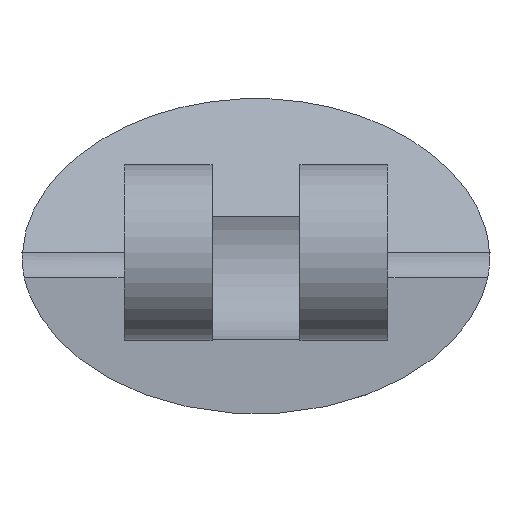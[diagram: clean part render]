
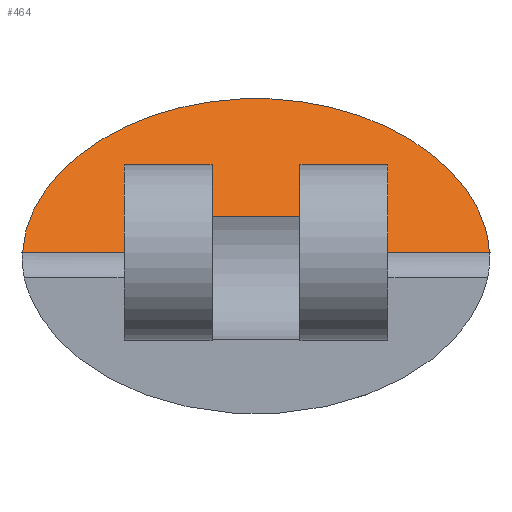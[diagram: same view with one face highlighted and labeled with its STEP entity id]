
A CAD part, front view. The second image highlights one B-rep face of the part: STEP entity #464.
In plain terms, the highlighted planar face has unit normal (0, -0.707, 0.707).
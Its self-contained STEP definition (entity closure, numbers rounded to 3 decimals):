
#6 = CARTESIAN_POINT ( 'NONE',  ( -4.5, 2.234, 1.234 ) ) ;
#9 = EDGE_CURVE ( 'NONE', #1189, #380, #1669, .T. ) ;
#19 = LINE ( 'NONE', #1124, #693 ) ;
#58 = EDGE_CURVE ( 'NONE', #1766, #156, #1751, .T. ) ;
#97 = VECTOR ( 'NONE', #1404, 1000. ) ;
#100 = CARTESIAN_POINT ( 'NONE',  ( 4.667, 5.199, 4.199 ) ) ;
#118 = CARTESIAN_POINT ( 'NONE',  ( 7.946, 1.356, 0.356 ) ) ;
#124 = VECTOR ( 'NONE', #1161, 1000. ) ;
#147 = VERTEX_POINT ( 'NONE', #1440 ) ;
#150 = PLANE ( 'NONE',  #1132 ) ;
#156 = VERTEX_POINT ( 'NONE', #489 ) ;
#205 = CARTESIAN_POINT ( 'NONE',  ( 10., 1., 0. ) ) ;
#227 = DIRECTION ( 'NONE',  ( 0., 0.707, 0.707 ) ) ;
#245 = CARTESIAN_POINT ( 'NONE',  ( -3.391, 5.726, 4.726 ) ) ;
#256 = CARTESIAN_POINT ( 'NONE',  ( -7.453, 2.732, 1.732 ) ) ;
#266 = CARTESIAN_POINT ( 'NONE',  ( 6.794, 3.689, 2.689 ) ) ;
#271 = LINE ( 'NONE', #823, #1234 ) ;
#273 = FACE_OUTER_BOUND ( 'NONE', #845, .T. ) ;
#351 = VERTEX_POINT ( 'NONE', #6 ) ;
#357 = VECTOR ( 'NONE', #1313, 1000. ) ;
#358 = DIRECTION ( 'NONE',  ( 1., 0., 0. ) ) ;
#366 = CARTESIAN_POINT ( 'NONE',  ( 2.444, 5.98, 4.98 ) ) ;
#380 = VERTEX_POINT ( 'NONE', #701 ) ;
#383 = CARTESIAN_POINT ( 'NONE',  ( -1.003, 6.216, 5.216 ) ) ;
#393 = ORIENTED_EDGE ( 'NONE', *, *, #9, .F. ) ;
#395 = CARTESIAN_POINT ( 'NONE',  ( 6.178, 4.266, 3.266 ) ) ;
#407 = CARTESIAN_POINT ( 'NONE',  ( -1.975, 6.076, 5.076 ) ) ;
#430 = DIRECTION ( 'NONE',  ( 0., -0.707, 0.707 ) ) ;
#442 = CARTESIAN_POINT ( 'NONE',  ( 10., 1., 0. ) ) ;
#464 = ADVANCED_FACE ( 'NONE', ( #273 ), #150, .T. ) ;
#465 = ORIENTED_EDGE ( 'NONE', *, *, #833, .T. ) ;
#489 = CARTESIAN_POINT ( 'NONE',  ( 7.96, 1., 0. ) ) ;
#495 = LINE ( 'NONE', #1456, #1060 ) ;
#514 = CARTESIAN_POINT ( 'NONE',  ( 7.452, 2.732, 1.732 ) ) ;
#519 = VERTEX_POINT ( 'NONE', #1127 ) ;
#522 = B_SPLINE_CURVE_WITH_KNOTS ( 'NONE', 3,
 ( #1793, #1760, #819, #1773, #256, #1642, #1342, #678, #642, #1504, #1513, #1182, #245, #1050, #1221, #407, #1199, #383, #1332, #1069, #913, #1750, #547, #366, #536, #1081, #658, #100, #1619, #395, #266, #514, #809, #1365, #118, #799 ),
 .UNSPECIFIED., .F., .F.,
 ( 4, 2, 2, 2, 2, 2, 2, 2, 2, 2, 2, 2, 2, 2, 2, 2, 2, 4 ),
 ( 0., 0.002, 0.003, 0.005, 0.006, 0.008, 0.009, 0.01, 0.011, 0.012, 0.014, 0.014, 0.015, 0.017, 0.018, 0.021, 0.023, 0.024 ),
 .UNSPECIFIED. ) ;
#526 = LINE ( 'NONE', #1377, #1616 ) ;
#528 = CARTESIAN_POINT ( 'NONE',  ( 7.96, 1., 0. ) ) ;
#536 = CARTESIAN_POINT ( 'NONE',  ( 2.682, 5.923, 4.923 ) ) ;
#547 = CARTESIAN_POINT ( 'NONE',  ( 1.964, 6.078, 5.078 ) ) ;
#550 = ORIENTED_EDGE ( 'NONE', *, *, #1057, .T. ) ;
#575 = ORIENTED_EDGE ( 'NONE', *, *, #982, .F. ) ;
#607 = EDGE_CURVE ( 'NONE', #147, #519, #1453, .T. ) ;
#642 = CARTESIAN_POINT ( 'NONE',  ( -5.817, 4.5, 3.5 ) ) ;
#655 = EDGE_CURVE ( 'NONE', #156, #1613, #761, .T. ) ;
#658 = CARTESIAN_POINT ( 'NONE',  ( 3.824, 5.571, 4.571 ) ) ;
#678 = CARTESIAN_POINT ( 'NONE',  ( -6.156, 4.235, 3.235 ) ) ;
#693 = VECTOR ( 'NONE', #358, 1000. ) ;
#701 = CARTESIAN_POINT ( 'NONE',  ( -7.96, 1., 0. ) ) ;
#761 = LINE ( 'NONE', #205, #357 ) ;
#779 = EDGE_CURVE ( 'NONE', #1700, #351, #495, .T. ) ;
#799 = CARTESIAN_POINT ( 'NONE',  ( 7.96, 1., 0. ) ) ;
#809 = CARTESIAN_POINT ( 'NONE',  ( 7.627, 2.398, 1.398 ) ) ;
#812 = CARTESIAN_POINT ( 'NONE',  ( 7.96, 1., 0. ) ) ;
#819 = CARTESIAN_POINT ( 'NONE',  ( -7.876, 1.709, 0.709 ) ) ;
#823 = CARTESIAN_POINT ( 'NONE',  ( 4.5, 1., 0. ) ) ;
#833 = EDGE_CURVE ( 'NONE', #1700, #147, #19, .T. ) ;
#845 = EDGE_LOOP ( 'NONE', ( #465, #939, #550, #1288, #917, #575, #393, #928, #855 ) ) ;
#855 = ORIENTED_EDGE ( 'NONE', *, *, #779, .F. ) ;
#913 = CARTESIAN_POINT ( 'NONE',  ( 0.992, 6.217, 5.217 ) ) ;
#917 = ORIENTED_EDGE ( 'NONE', *, *, #58, .F. ) ;
#928 = ORIENTED_EDGE ( 'NONE', *, *, #967, .T. ) ;
#939 = ORIENTED_EDGE ( 'NONE', *, *, #607, .T. ) ;
#967 = EDGE_CURVE ( 'NONE', #1189, #351, #526, .T. ) ;
#982 = EDGE_CURVE ( 'NONE', #380, #1766, #522, .T. ) ;
#992 = CARTESIAN_POINT ( 'NONE',  ( 4.5, 2.234, 1.234 ) ) ;
#1050 = CARTESIAN_POINT ( 'NONE',  ( -2.693, 5.92, 4.92 ) ) ;
#1057 = EDGE_CURVE ( 'NONE', #519, #1613, #271, .T. ) ;
#1060 = VECTOR ( 'NONE', #1116, 1000. ) ;
#1069 = CARTESIAN_POINT ( 'NONE',  ( 0.496, 6.25, 5.25 ) ) ;
#1081 = CARTESIAN_POINT ( 'NONE',  ( 3.381, 5.729, 4.729 ) ) ;
#1112 = CARTESIAN_POINT ( 'NONE',  ( 10., 1., 0. ) ) ;
#1116 = DIRECTION ( 'NONE',  ( -1., 0., 0. ) ) ;
#1124 = CARTESIAN_POINT ( 'NONE',  ( 1.5, 2.234, 1.234 ) ) ;
#1127 = CARTESIAN_POINT ( 'NONE',  ( 4.5, 2.234, 1.234 ) ) ;
#1132 = AXIS2_PLACEMENT_3D ( 'NONE', #1112, #430, #1678 ) ;
#1148 = CARTESIAN_POINT ( 'NONE',  ( 4.5, 1., 0. ) ) ;
#1161 = DIRECTION ( 'NONE',  ( 1., 0., 0. ) ) ;
#1182 = CARTESIAN_POINT ( 'NONE',  ( -3.834, 5.567, 4.567 ) ) ;
#1189 = VERTEX_POINT ( 'NONE', #1624 ) ;
#1199 = CARTESIAN_POINT ( 'NONE',  ( -1.733, 6.117, 5.117 ) ) ;
#1221 = CARTESIAN_POINT ( 'NONE',  ( -2.454, 5.978, 4.978 ) ) ;
#1234 = VECTOR ( 'NONE', #1373, 1000. ) ;
#1288 = ORIENTED_EDGE ( 'NONE', *, *, #655, .F. ) ;
#1313 = DIRECTION ( 'NONE',  ( -1., 0., 0. ) ) ;
#1332 = CARTESIAN_POINT ( 'NONE',  ( -0.509, 6.25, 5.25 ) ) ;
#1342 = CARTESIAN_POINT ( 'NONE',  ( -6.753, 3.671, 2.671 ) ) ;
#1357 = CARTESIAN_POINT ( 'NONE',  ( 7.96, 1., 0. ) ) ;
#1365 = CARTESIAN_POINT ( 'NONE',  ( 7.875, 1.71, 0.71 ) ) ;
#1373 = DIRECTION ( 'NONE',  ( 0., -0.707, -0.707 ) ) ;
#1377 = CARTESIAN_POINT ( 'NONE',  ( -4.5, 1., 0. ) ) ;
#1404 = DIRECTION ( 'NONE',  ( -1., 0., 0. ) ) ;
#1440 = CARTESIAN_POINT ( 'NONE',  ( 1.5, 2.234, 1.234 ) ) ;
#1453 = LINE ( 'NONE', #992, #124 ) ;
#1456 = CARTESIAN_POINT ( 'NONE',  ( -4.5, 2.234, 1.234 ) ) ;
#1495 = CARTESIAN_POINT ( 'NONE',  ( 7.96, 1., 0. ) ) ;
#1504 = CARTESIAN_POINT ( 'NONE',  ( -5.078, 4.979, 3.979 ) ) ;
#1513 = CARTESIAN_POINT ( 'NONE',  ( -4.676, 5.195, 4.195 ) ) ;
#1602 = CARTESIAN_POINT ( 'NONE',  ( -1.5, 2.234, 1.234 ) ) ;
#1613 = VERTEX_POINT ( 'NONE', #1148 ) ;
#1616 = VECTOR ( 'NONE', #227, 1000. ) ;
#1619 = CARTESIAN_POINT ( 'NONE',  ( 5.069, 4.984, 3.984 ) ) ;
#1624 = CARTESIAN_POINT ( 'NONE',  ( -4.5, 1., 0. ) ) ;
#1642 = CARTESIAN_POINT ( 'NONE',  ( -7.013, 3.371, 2.371 ) ) ;
#1669 = LINE ( 'NONE', #442, #97 ) ;
#1678 = DIRECTION ( 'NONE',  ( 0., -0.707, -0.707 ) ) ;
#1700 = VERTEX_POINT ( 'NONE', #1602 ) ;
#1750 = CARTESIAN_POINT ( 'NONE',  ( 1.723, 6.119, 5.119 ) ) ;
#1751 = B_SPLINE_CURVE_WITH_KNOTS ( 'NONE', 3,
 ( #1775, #528, #1495, #812 ),
 .UNSPECIFIED., .F., .F.,
 ( 4, 4 ),
 ( 0.024, 0.024 ),
 .UNSPECIFIED. ) ;
#1760 = CARTESIAN_POINT ( 'NONE',  ( -7.946, 1.356, 0.356 ) ) ;
#1766 = VERTEX_POINT ( 'NONE', #1357 ) ;
#1773 = CARTESIAN_POINT ( 'NONE',  ( -7.628, 2.397, 1.397 ) ) ;
#1775 = CARTESIAN_POINT ( 'NONE',  ( 7.96, 1., 0. ) ) ;
#1793 = CARTESIAN_POINT ( 'NONE',  ( -7.96, 1., 0. ) ) ;
